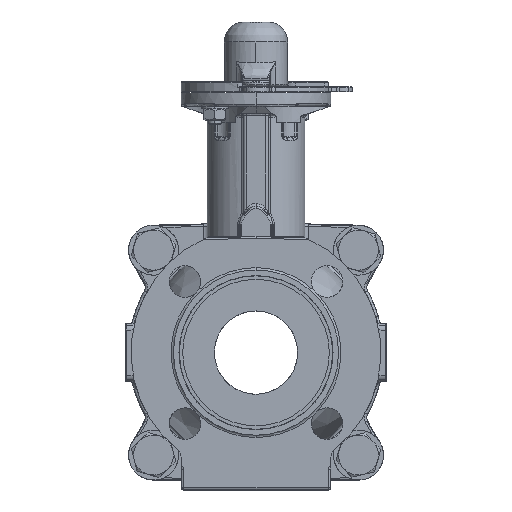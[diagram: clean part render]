
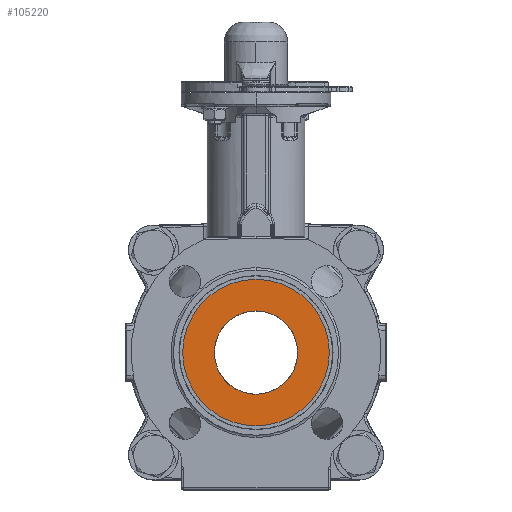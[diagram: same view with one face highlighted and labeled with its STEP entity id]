
A CAD part, left-side view. The second image highlights one B-rep face of the part: STEP entity #105220.
In plain terms, the highlighted planar face has unit normal (-1, 0, 0).
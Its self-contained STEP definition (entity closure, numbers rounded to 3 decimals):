
#89310=CARTESIAN_POINT('',(-86.2,0.,44.));
#89311=VERTEX_POINT('',#89310);
#89327=CARTESIAN_POINT('',(-86.2,0.,-44.));
#89328=VERTEX_POINT('',#89327);
#89335=CARTESIAN_POINT('',(-86.2,0.,0.));
#89336=DIRECTION('',(1.,0.,-0.));
#89337=DIRECTION('',(0.,0.,1.));
#89338=AXIS2_PLACEMENT_3D('',#89335,#89336,#89337);
#89339=CIRCLE('',#89338,44.);
#89340=EDGE_CURVE('',#89328,#89311,#89339,.T.);
#105183=CARTESIAN_POINT('',(-86.2,0.,50.));
#105184=DIRECTION('',(1.,0.,0.));
#105185=DIRECTION('',(0.,0.,-1.));
#105186=AXIS2_PLACEMENT_3D('',#105183,#105184,#105185);
#105187=PLANE('',#105186);
#105188=CARTESIAN_POINT('',(-86.2,0.,0.));
#105189=DIRECTION('',(1.,0.,-0.));
#105190=DIRECTION('',(0.,0.,1.));
#105191=AXIS2_PLACEMENT_3D('',#105188,#105189,#105190);
#105192=CIRCLE('',#105191,44.);
#105193=EDGE_CURVE('',#89311,#89328,#105192,.T.);
#105194=ORIENTED_EDGE('',*,*,#105193,.F.);
#105195=ORIENTED_EDGE('',*,*,#89340,.F.);
#105196=EDGE_LOOP('',(#105194,#105195));
#105197=FACE_BOUND('',#105196,.T.);
#105198=CARTESIAN_POINT('',(-86.2,-0.,24.99));
#105199=VERTEX_POINT('',#105198);
#105200=CARTESIAN_POINT('',(-86.2,0.,-24.99));
#105201=VERTEX_POINT('',#105200);
#105202=CARTESIAN_POINT('',(-86.2,-0.,24.99));
#105203=CARTESIAN_POINT('',(-86.2,24.99,24.99));
#105204=CARTESIAN_POINT('',(-86.2,24.99,0.));
#105205=CARTESIAN_POINT('',(-86.2,24.99,-24.99));
#105206=CARTESIAN_POINT('',(-86.2,0.,-24.99));
#105207=(BOUNDED_CURVE()
B_SPLINE_CURVE(2,(#105202,#105203,#105204,#105205,#105206),.UNSPECIFIED.,.F.,.F.)
B_SPLINE_CURVE_WITH_KNOTS((3,2,3),(360.,450.,540.),.UNSPECIFIED.)
CURVE()
GEOMETRIC_REPRESENTATION_ITEM()
RATIONAL_B_SPLINE_CURVE((1.,0.707,1.,0.707,1.))
REPRESENTATION_ITEM(''));
#105208=EDGE_CURVE('',#105199,#105201,#105207,.T.);
#105209=ORIENTED_EDGE('',*,*,#105208,.F.);
#105210=CARTESIAN_POINT('',(-86.2,0.,-24.99));
#105211=CARTESIAN_POINT('',(-86.2,-24.99,-24.99));
#105212=CARTESIAN_POINT('',(-86.2,-24.99,0.));
#105213=CARTESIAN_POINT('',(-86.2,-24.99,24.99));
#105214=CARTESIAN_POINT('',(-86.2,-0.,24.99));
#105215=(BOUNDED_CURVE()
B_SPLINE_CURVE(2,(#105210,#105211,#105212,#105213,#105214),.UNSPECIFIED.,.F.,.F.)
B_SPLINE_CURVE_WITH_KNOTS((3,2,3),(180.,270.,360.),.UNSPECIFIED.)
CURVE()
GEOMETRIC_REPRESENTATION_ITEM()
RATIONAL_B_SPLINE_CURVE((1.,0.707,1.,0.707,1.))
REPRESENTATION_ITEM(''));
#105216=EDGE_CURVE('',#105201,#105199,#105215,.T.);
#105217=ORIENTED_EDGE('',*,*,#105216,.F.);
#105218=EDGE_LOOP('',(#105209,#105217));
#105219=FACE_BOUND('',#105218,.T.);
#105220=ADVANCED_FACE('',(#105197,#105219),#105187,.F.);
